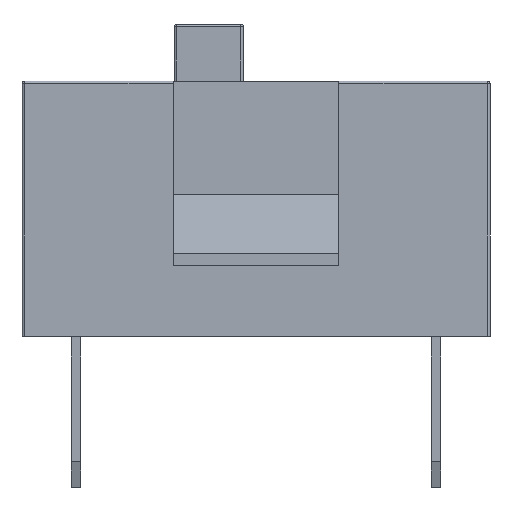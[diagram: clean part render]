
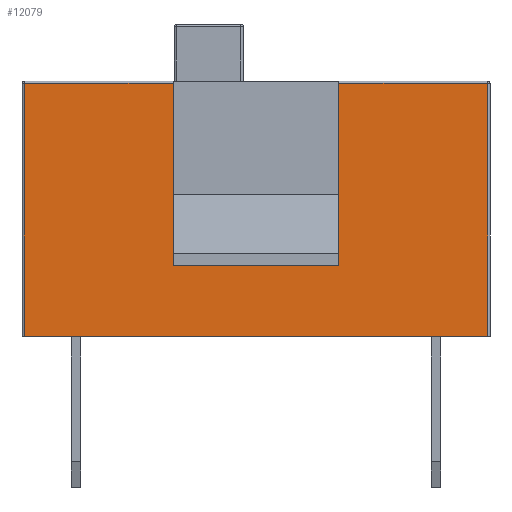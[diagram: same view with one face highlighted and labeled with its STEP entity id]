
A CAD part, left-side view. The second image highlights one B-rep face of the part: STEP entity #12079.
In plain terms, the highlighted planar face has unit normal (-1, 0, 0).
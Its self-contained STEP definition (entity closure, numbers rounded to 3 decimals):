
#427 = DIRECTION ( 'NONE',  ( 0., -1., 0. ) ) ;
#527 = ORIENTED_EDGE ( 'NONE', *, *, #9667, .T. ) ;
#1230 = ORIENTED_EDGE ( 'NONE', *, *, #13314, .T. ) ;
#1286 = AXIS2_PLACEMENT_3D ( 'NONE', #10484, #3621, #20856 ) ;
#1585 = ORIENTED_EDGE ( 'NONE', *, *, #9047, .F. ) ;
#2076 = VERTEX_POINT ( 'NONE', #16918 ) ;
#2117 = CARTESIAN_POINT ( 'NONE',  ( -3.32, 4.95, 0.05 ) ) ;
#2685 = VECTOR ( 'NONE', #12295, 1000. ) ;
#3153 = ORIENTED_EDGE ( 'NONE', *, *, #9493, .T. ) ;
#3241 = VECTOR ( 'NONE', #8690, 1000. ) ;
#3621 = DIRECTION ( 'NONE',  ( 1., 0., 0. ) ) ;
#3763 = CARTESIAN_POINT ( 'NONE',  ( -3.32, -1.75, 5.45 ) ) ;
#3883 = CARTESIAN_POINT ( 'NONE',  ( -3.32, 1.75, 5.45 ) ) ;
#4130 = EDGE_CURVE ( 'NONE', #19548, #9076, #9506, .T. ) ;
#4356 = CARTESIAN_POINT ( 'NONE',  ( -3.32, -4.9, 5.4 ) ) ;
#5287 = VERTEX_POINT ( 'NONE', #19777 ) ;
#5499 = VECTOR ( 'NONE', #8342, 1000. ) ;
#6274 = ORIENTED_EDGE ( 'NONE', *, *, #16101, .F. ) ;
#6579 = LINE ( 'NONE', #13610, #5499 ) ;
#7240 = ORIENTED_EDGE ( 'NONE', *, *, #4130, .T. ) ;
#7417 = DIRECTION ( 'NONE',  ( 0., 0., 1. ) ) ;
#8342 = DIRECTION ( 'NONE',  ( 0., 0., -1. ) ) ;
#8425 = VECTOR ( 'NONE', #14939, 1000. ) ;
#8690 = DIRECTION ( 'NONE',  ( 0., 0., 1. ) ) ;
#9047 = EDGE_CURVE ( 'NONE', #5287, #2076, #11139, .T. ) ;
#9076 = VERTEX_POINT ( 'NONE', #15658 ) ;
#9237 = LINE ( 'NONE', #19187, #13812 ) ;
#9493 = EDGE_CURVE ( 'NONE', #14358, #10852, #17809, .T. ) ;
#9506 = LINE ( 'NONE', #11184, #20763 ) ;
#9667 = EDGE_CURVE ( 'NONE', #10584, #14358, #6579, .T. ) ;
#10217 = CARTESIAN_POINT ( 'NONE',  ( -3.32, 4.9, 0.05 ) ) ;
#10484 = CARTESIAN_POINT ( 'NONE',  ( -3.32, 4.95, 5.45 ) ) ;
#10584 = VERTEX_POINT ( 'NONE', #19018 ) ;
#10852 = VERTEX_POINT ( 'NONE', #11515 ) ;
#10964 = EDGE_LOOP ( 'NONE', ( #3153, #1230, #7240, #6274, #1585, #14892, #17084, #527 ) ) ;
#11139 = LINE ( 'NONE', #15535, #14008 ) ;
#11184 = CARTESIAN_POINT ( 'NONE',  ( -3.32, -1.75, 5.4 ) ) ;
#11402 = DIRECTION ( 'NONE',  ( 0., 1., 0. ) ) ;
#11498 = FACE_OUTER_BOUND ( 'NONE', #10964, .T. ) ;
#11515 = CARTESIAN_POINT ( 'NONE',  ( -3.32, -4.9, 0.05 ) ) ;
#11531 = VERTEX_POINT ( 'NONE', #13259 ) ;
#11786 = LINE ( 'NONE', #18515, #8425 ) ;
#12079 = ADVANCED_FACE ( 'NONE', ( #11498 ), #18326, .F. ) ;
#12295 = DIRECTION ( 'NONE',  ( 0., 0., -1. ) ) ;
#12608 = EDGE_CURVE ( 'NONE', #11531, #5287, #17471, .T. ) ;
#13259 = CARTESIAN_POINT ( 'NONE',  ( -3.32, 1.75, 5.4 ) ) ;
#13314 = EDGE_CURVE ( 'NONE', #10852, #19548, #9237, .T. ) ;
#13610 = CARTESIAN_POINT ( 'NONE',  ( -3.32, 4.9, 5.45 ) ) ;
#13812 = VECTOR ( 'NONE', #7417, 1000. ) ;
#14008 = VECTOR ( 'NONE', #17209, 1000. ) ;
#14358 = VERTEX_POINT ( 'NONE', #10217 ) ;
#14892 = ORIENTED_EDGE ( 'NONE', *, *, #12608, .F. ) ;
#14939 = DIRECTION ( 'NONE',  ( 0., 1., 0. ) ) ;
#15437 = LINE ( 'NONE', #3763, #3241 ) ;
#15535 = CARTESIAN_POINT ( 'NONE',  ( -3.32, 1.75, 1.55 ) ) ;
#15658 = CARTESIAN_POINT ( 'NONE',  ( -3.32, -1.75, 5.4 ) ) ;
#16101 = EDGE_CURVE ( 'NONE', #2076, #9076, #15437, .T. ) ;
#16918 = CARTESIAN_POINT ( 'NONE',  ( -3.32, -1.75, 1.55 ) ) ;
#17084 = ORIENTED_EDGE ( 'NONE', *, *, #19015, .T. ) ;
#17209 = DIRECTION ( 'NONE',  ( 0., -1., 0. ) ) ;
#17471 = LINE ( 'NONE', #3883, #2685 ) ;
#17652 = VECTOR ( 'NONE', #427, 1000. ) ;
#17809 = LINE ( 'NONE', #2117, #17652 ) ;
#18326 = PLANE ( 'NONE',  #1286 ) ;
#18515 = CARTESIAN_POINT ( 'NONE',  ( -3.32, 4.95, 5.4 ) ) ;
#19015 = EDGE_CURVE ( 'NONE', #11531, #10584, #11786, .T. ) ;
#19018 = CARTESIAN_POINT ( 'NONE',  ( -3.32, 4.9, 5.4 ) ) ;
#19187 = CARTESIAN_POINT ( 'NONE',  ( -3.32, -4.9, 5.45 ) ) ;
#19548 = VERTEX_POINT ( 'NONE', #4356 ) ;
#19777 = CARTESIAN_POINT ( 'NONE',  ( -3.32, 1.75, 1.55 ) ) ;
#20763 = VECTOR ( 'NONE', #11402, 1000. ) ;
#20856 = DIRECTION ( 'NONE',  ( 0., 1., 0. ) ) ;
